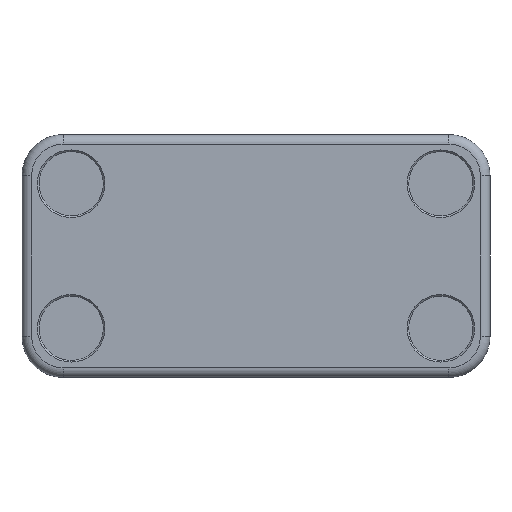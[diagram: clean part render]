
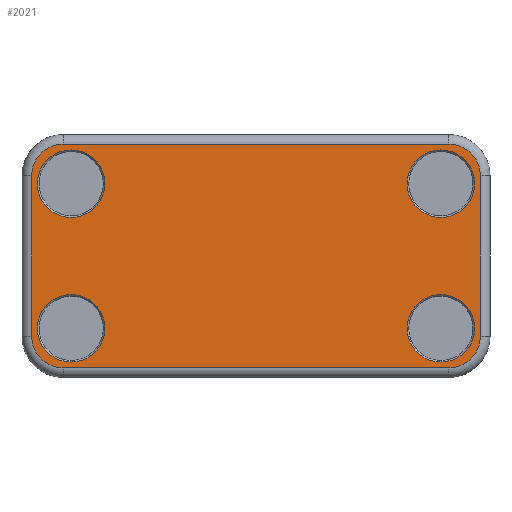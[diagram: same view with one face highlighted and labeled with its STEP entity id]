
A CAD part, front view. The second image highlights one B-rep face of the part: STEP entity #2021.
In plain terms, the highlighted planar face has unit normal (0, -1, 0).
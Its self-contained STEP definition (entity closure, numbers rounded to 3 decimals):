
#105=FACE_BOUND('',#314,.T.);
#106=FACE_BOUND('',#315,.T.);
#107=FACE_BOUND('',#316,.T.);
#108=FACE_BOUND('',#317,.T.);
#120=PLANE('',#2172);
#178=FACE_OUTER_BOUND('',#313,.T.);
#313=EDGE_LOOP('',(#1416,#1417,#1418,#1419,#1420,#1421,#1422,#1423));
#314=EDGE_LOOP('',(#1424));
#315=EDGE_LOOP('',(#1425));
#316=EDGE_LOOP('',(#1426));
#317=EDGE_LOOP('',(#1427));
#463=LINE('',#3114,#641);
#464=LINE('',#3118,#642);
#465=LINE('',#3122,#643);
#466=LINE('',#3125,#644);
#641=VECTOR('',#2433,10.);
#642=VECTOR('',#2436,10.);
#643=VECTOR('',#2439,10.);
#644=VECTOR('',#2442,10.);
#818=CIRCLE('',#2170,10.5);
#820=CIRCLE('',#2173,9.8);
#821=CIRCLE('',#2174,9.8);
#822=CIRCLE('',#2175,9.8);
#823=CIRCLE('',#2176,9.8);
#824=CIRCLE('',#2177,10.5);
#825=CIRCLE('',#2178,10.5);
#826=CIRCLE('',#2179,10.5);
#926=VERTEX_POINT('',#3104);
#928=VERTEX_POINT('',#3110);
#929=VERTEX_POINT('',#3111);
#930=VERTEX_POINT('',#3113);
#931=VERTEX_POINT('',#3115);
#932=VERTEX_POINT('',#3117);
#933=VERTEX_POINT('',#3119);
#934=VERTEX_POINT('',#3121);
#935=VERTEX_POINT('',#3123);
#936=VERTEX_POINT('',#3126);
#937=VERTEX_POINT('',#3128);
#938=VERTEX_POINT('',#3130);
#1110=EDGE_CURVE('',#926,#926,#818,.T.);
#1113=EDGE_CURVE('',#928,#929,#820,.T.);
#1114=EDGE_CURVE('',#930,#928,#463,.T.);
#1115=EDGE_CURVE('',#931,#930,#821,.T.);
#1116=EDGE_CURVE('',#932,#931,#464,.T.);
#1117=EDGE_CURVE('',#933,#932,#822,.T.);
#1118=EDGE_CURVE('',#934,#933,#465,.T.);
#1119=EDGE_CURVE('',#935,#934,#823,.T.);
#1120=EDGE_CURVE('',#929,#935,#466,.T.);
#1121=EDGE_CURVE('',#936,#936,#824,.T.);
#1122=EDGE_CURVE('',#937,#937,#825,.T.);
#1123=EDGE_CURVE('',#938,#938,#826,.T.);
#1416=ORIENTED_EDGE('',*,*,#1113,.F.);
#1417=ORIENTED_EDGE('',*,*,#1114,.F.);
#1418=ORIENTED_EDGE('',*,*,#1115,.F.);
#1419=ORIENTED_EDGE('',*,*,#1116,.F.);
#1420=ORIENTED_EDGE('',*,*,#1117,.F.);
#1421=ORIENTED_EDGE('',*,*,#1118,.F.);
#1422=ORIENTED_EDGE('',*,*,#1119,.F.);
#1423=ORIENTED_EDGE('',*,*,#1120,.F.);
#1424=ORIENTED_EDGE('',*,*,#1121,.F.);
#1425=ORIENTED_EDGE('',*,*,#1122,.F.);
#1426=ORIENTED_EDGE('',*,*,#1123,.F.);
#1427=ORIENTED_EDGE('',*,*,#1110,.F.);
#2021=ADVANCED_FACE('',(#178,#105,#106,#107,#108),#120,.T.);
#2170=AXIS2_PLACEMENT_3D('',#3105,#2424,#2425);
#2172=AXIS2_PLACEMENT_3D('',#3109,#2429,#2430);
#2173=AXIS2_PLACEMENT_3D('',#3112,#2431,#2432);
#2174=AXIS2_PLACEMENT_3D('',#3116,#2434,#2435);
#2175=AXIS2_PLACEMENT_3D('',#3120,#2437,#2438);
#2176=AXIS2_PLACEMENT_3D('',#3124,#2440,#2441);
#2177=AXIS2_PLACEMENT_3D('',#3127,#2443,#2444);
#2178=AXIS2_PLACEMENT_3D('',#3129,#2445,#2446);
#2179=AXIS2_PLACEMENT_3D('',#3131,#2447,#2448);
#2424=DIRECTION('center_axis',(0.,-1.,0.));
#2425=DIRECTION('ref_axis',(1.,0.,0.));
#2429=DIRECTION('center_axis',(0.,-1.,0.));
#2430=DIRECTION('ref_axis',(1.,0.,0.));
#2431=DIRECTION('center_axis',(0.,1.,0.));
#2432=DIRECTION('ref_axis',(-0.707,0.,0.707));
#2433=DIRECTION('',(0.,0.,1.));
#2434=DIRECTION('center_axis',(0.,1.,0.));
#2435=DIRECTION('ref_axis',(-0.707,0.,-0.707));
#2436=DIRECTION('',(-1.,0.,0.));
#2437=DIRECTION('center_axis',(0.,1.,0.));
#2438=DIRECTION('ref_axis',(0.707,0.,-0.707));
#2439=DIRECTION('',(0.,0.,-1.));
#2440=DIRECTION('center_axis',(0.,1.,0.));
#2441=DIRECTION('ref_axis',(0.707,0.,0.707));
#2442=DIRECTION('',(1.,0.,0.));
#2443=DIRECTION('center_axis',(0.,-1.,0.));
#2444=DIRECTION('ref_axis',(1.,0.,0.));
#2445=DIRECTION('center_axis',(0.,-1.,0.));
#2446=DIRECTION('ref_axis',(1.,0.,0.));
#2447=DIRECTION('center_axis',(0.,-1.,0.));
#2448=DIRECTION('ref_axis',(1.,0.,0.));
#3104=CARTESIAN_POINT('',(47.398,-27.358,-22.583));
#3105=CARTESIAN_POINT('Origin',(57.898,-27.358,-22.583));
#3109=CARTESIAN_POINT('Origin',(0.398,-27.358,-0.083));
#3110=CARTESIAN_POINT('',(-69.402,-27.358,24.917));
#3111=CARTESIAN_POINT('',(-59.602,-27.358,34.717));
#3112=CARTESIAN_POINT('Origin',(-59.602,-27.358,24.917));
#3113=CARTESIAN_POINT('',(-69.402,-27.358,-25.083));
#3114=CARTESIAN_POINT('',(-69.402,-27.358,-12.583));
#3115=CARTESIAN_POINT('',(-59.602,-27.358,-34.883));
#3116=CARTESIAN_POINT('Origin',(-59.602,-27.358,-25.083));
#3117=CARTESIAN_POINT('',(60.398,-27.358,-34.883));
#3118=CARTESIAN_POINT('',(30.398,-27.358,-34.883));
#3119=CARTESIAN_POINT('',(70.198,-27.358,-25.083));
#3120=CARTESIAN_POINT('Origin',(60.398,-27.358,-25.083));
#3121=CARTESIAN_POINT('',(70.198,-27.358,24.917));
#3122=CARTESIAN_POINT('',(70.198,-27.358,12.417));
#3123=CARTESIAN_POINT('',(60.398,-27.358,34.717));
#3124=CARTESIAN_POINT('Origin',(60.398,-27.358,24.917));
#3125=CARTESIAN_POINT('',(-29.602,-27.358,34.717));
#3126=CARTESIAN_POINT('',(47.398,-27.358,22.417));
#3127=CARTESIAN_POINT('Origin',(57.898,-27.358,22.417));
#3128=CARTESIAN_POINT('',(-67.602,-27.358,22.417));
#3129=CARTESIAN_POINT('Origin',(-57.102,-27.358,22.417));
#3130=CARTESIAN_POINT('',(-67.602,-27.358,-22.583));
#3131=CARTESIAN_POINT('Origin',(-57.102,-27.358,-22.583));
